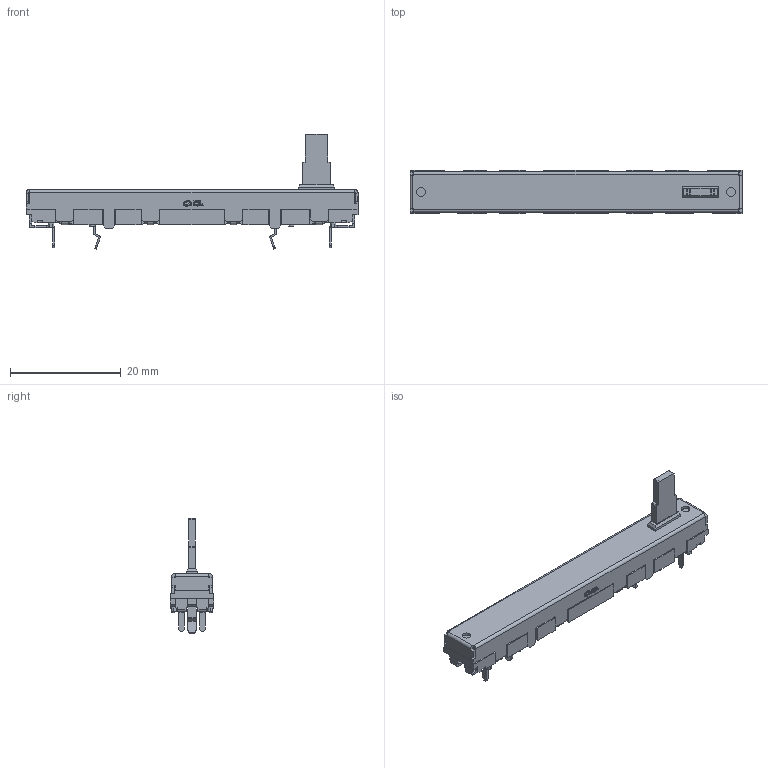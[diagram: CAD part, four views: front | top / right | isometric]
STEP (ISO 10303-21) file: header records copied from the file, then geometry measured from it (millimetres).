
FILE_DESCRIPTION (( 'STEP AP214' ), '1' );
FILE_NAME ('RES-ADJ-TH_RS45111A900F.STEP', '2023-01-13T06:28:31', ( 'PC' ), ( 'Microsoft' ), 'SwSTEP 2.0', 'SolidWorks 2020', '' );
FILE_SCHEMA (( 'AUTOMOTIVE_DESIGN' ));
Length unit declared in the file: millimetre
Products named in the file (1): RES-ADJ-TH_RS45111A900F
Bounding box: 60 x 7.8 x 20.8 mm (x, y, z)
Volume: 2702.7 mm3; surface area: 2275.2 mm2
Topology: 1 solids, 1 shells, 931 faces, 2638 edges, 1726 vertices
Faces by surface type: plane 710, bspline 114, cylinder 107
Entity records: 40609 total; most frequent: CARTESIAN_POINT 7006, ORIENTED_EDGE 5276, DIRECTION 4232, EDGE_CURVE 2638, LINE 2192, VECTOR 2192, VERTEX_POINT 1726, AXIS2_PLACEMENT_3D 1020
